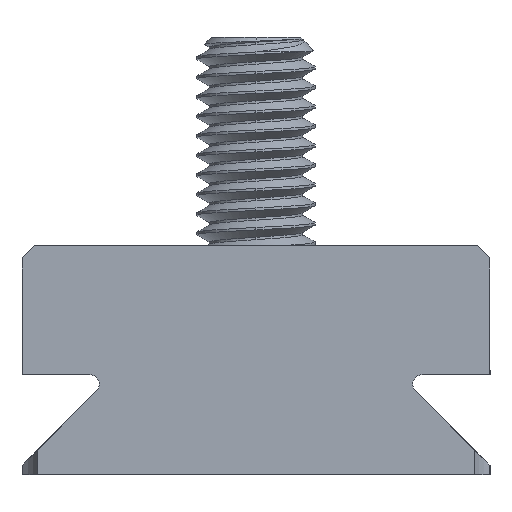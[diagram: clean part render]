
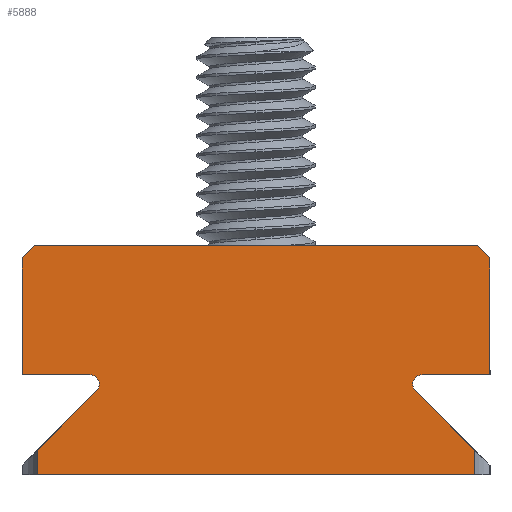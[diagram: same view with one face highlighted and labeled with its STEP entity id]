
A CAD part, left-side view. The second image highlights one B-rep face of the part: STEP entity #5888.
In plain terms, the highlighted face is planar.
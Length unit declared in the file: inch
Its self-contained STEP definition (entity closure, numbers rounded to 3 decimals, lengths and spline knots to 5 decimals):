
#9 = VECTOR ( 'NONE', #7375, 39.37008 ) ;
#94 = VECTOR ( 'NONE', #2047, 39.37008 ) ;
#167 = ORIENTED_EDGE ( 'NONE', *, *, #3423, .F. ) ;
#212 = ORIENTED_EDGE ( 'NONE', *, *, #3945, .F. ) ;
#234 = VERTEX_POINT ( 'NONE', #1550 ) ;
#250 = LINE ( 'NONE', #3844, #5985 ) ;
#442 = VECTOR ( 'NONE', #1750, 39.37008 ) ;
#467 = VECTOR ( 'NONE', #4885, 39.37008 ) ;
#663 = DIRECTION ( 'NONE',  ( 0., -0.707, 0.707 ) ) ;
#695 = ORIENTED_EDGE ( 'NONE', *, *, #5288, .F. ) ;
#705 = CARTESIAN_POINT ( 'NONE',  ( 0.98425, 0.375, 0.145 ) ) ;
#760 = VERTEX_POINT ( 'NONE', #2220 ) ;
#910 = VECTOR ( 'NONE', #3937, 39.37008 ) ;
#911 = EDGE_CURVE ( 'NONE', #2885, #760, #1285, .T. ) ;
#914 = DIRECTION ( 'NONE',  ( -1., 0., 0. ) ) ;
#990 = EDGE_CURVE ( 'NONE', #760, #3935, #5123, .T. ) ;
#1073 = CIRCLE ( 'NONE', #1497, 0.015 ) ;
#1081 = CARTESIAN_POINT ( 'NONE',  ( 0.98425, -0.375, 0. ) ) ;
#1285 = LINE ( 'NONE', #7389, #910 ) ;
#1340 = CARTESIAN_POINT ( 'NONE',  ( 0.98425, -0.25561, 0.02561 ) ) ;
#1404 = VERTEX_POINT ( 'NONE', #2126 ) ;
#1445 = EDGE_CURVE ( 'NONE', #3438, #6605, #250, .T. ) ;
#1485 = CARTESIAN_POINT ( 'NONE',  ( 0.98425, -0.375, 0. ) ) ;
#1497 = AXIS2_PLACEMENT_3D ( 'NONE', #4353, #914, #4917 ) ;
#1550 = CARTESIAN_POINT ( 'NONE',  ( 0.98425, -0.26621, 0. ) ) ;
#1601 = ORIENTED_EDGE ( 'NONE', *, *, #7151, .F. ) ;
#1657 = ORIENTED_EDGE ( 'NONE', *, *, #5444, .F. ) ;
#1750 = DIRECTION ( 'NONE',  ( 0., 1., 0. ) ) ;
#1794 = LINE ( 'NONE', #2611, #94 ) ;
#1796 = LINE ( 'NONE', #6335, #442 ) ;
#1983 = VECTOR ( 'NONE', #5087, 39.37008 ) ;
#2008 = CARTESIAN_POINT ( 'NONE',  ( 0.98425, 0., 0. ) ) ;
#2047 = DIRECTION ( 'NONE',  ( 0., 1., 0. ) ) ;
#2118 = AXIS2_PLACEMENT_3D ( 'NONE', #2209, #6220, #2798 ) ;
#2126 = CARTESIAN_POINT ( 'NONE',  ( 0.98425, -0.35074, 0.16 ) ) ;
#2151 = ORIENTED_EDGE ( 'NONE', *, *, #4888, .T. ) ;
#2209 = CARTESIAN_POINT ( 'NONE',  ( 0.98425, -0.26621, 0.015 ) ) ;
#2219 = VERTEX_POINT ( 'NONE', #6106 ) ;
#2220 = CARTESIAN_POINT ( 'NONE',  ( 0.98425, -0.35531, -0.207 ) ) ;
#2423 = EDGE_LOOP ( 'NONE', ( #695, #6234, #4956, #1657, #1601, #4703, #7091, #212, #5839, #4365, #2151, #167, #5730, #4911 ) ) ;
#2442 = DIRECTION ( 'NONE',  ( 0., -0.707, -0.707 ) ) ;
#2483 = VERTEX_POINT ( 'NONE', #3225 ) ;
#2526 = LINE ( 'NONE', #3865, #5201 ) ;
#2611 = CARTESIAN_POINT ( 'NONE',  ( 0.98425, 0.23, 0. ) ) ;
#2706 = FACE_OUTER_BOUND ( 'NONE', #2423, .T. ) ;
#2798 = DIRECTION ( 'NONE',  ( 0., 0., -1. ) ) ;
#2885 = VERTEX_POINT ( 'NONE', #4348 ) ;
#3159 = DIRECTION ( 'NONE',  ( 0., 0., -1. ) ) ;
#3225 = CARTESIAN_POINT ( 'NONE',  ( 0.98425, 0.25561, 0.02561 ) ) ;
#3423 = EDGE_CURVE ( 'NONE', #4977, #2483, #6546, .T. ) ;
#3438 = VERTEX_POINT ( 'NONE', #7110 ) ;
#3439 = VECTOR ( 'NONE', #663, 39.37008 ) ;
#3482 = EDGE_CURVE ( 'NONE', #4607, #3438, #1794, .T. ) ;
#3677 = CARTESIAN_POINT ( 'NONE',  ( 0.98425, -0.35074, -0.04761 ) ) ;
#3683 = VECTOR ( 'NONE', #5624, 39.37008 ) ;
#3755 = VERTEX_POINT ( 'NONE', #1340 ) ;
#3844 = CARTESIAN_POINT ( 'NONE',  ( 0.98425, 0.375, 0. ) ) ;
#3865 = CARTESIAN_POINT ( 'NONE',  ( 0.98425, 0.35074, -0.04761 ) ) ;
#3884 = CARTESIAN_POINT ( 'NONE',  ( 0.98425, 0.35074, 0.12074 ) ) ;
#3888 = VECTOR ( 'NONE', #4253, 39.37008 ) ;
#3895 = DIRECTION ( 'NONE',  ( 0., 0., -1. ) ) ;
#3935 = VERTEX_POINT ( 'NONE', #7265 ) ;
#3937 = DIRECTION ( 'NONE',  ( 0., -1., 0. ) ) ;
#3945 = EDGE_CURVE ( 'NONE', #6605, #2885, #5385, .T. ) ;
#4253 = DIRECTION ( 'NONE',  ( 0., 0., 1. ) ) ;
#4308 = EDGE_CURVE ( 'NONE', #1404, #4826, #1796, .T. ) ;
#4348 = CARTESIAN_POINT ( 'NONE',  ( 0.98425, 0.35531, -0.207 ) ) ;
#4353 = CARTESIAN_POINT ( 'NONE',  ( 0.98425, 0.26621, 0.015 ) ) ;
#4365 = ORIENTED_EDGE ( 'NONE', *, *, #3482, .F. ) ;
#4422 = CARTESIAN_POINT ( 'NONE',  ( 0.98425, 0.375, -0.18731 ) ) ;
#4485 = CARTESIAN_POINT ( 'NONE',  ( 0.98425, -0.375, 0. ) ) ;
#4572 = LINE ( 'NONE', #4485, #9 ) ;
#4607 = VERTEX_POINT ( 'NONE', #6060 ) ;
#4703 = ORIENTED_EDGE ( 'NONE', *, *, #990, .F. ) ;
#4826 = VERTEX_POINT ( 'NONE', #5707 ) ;
#4858 = LINE ( 'NONE', #1485, #467 ) ;
#4885 = DIRECTION ( 'NONE',  ( 0., 1., 0. ) ) ;
#4888 = EDGE_CURVE ( 'NONE', #4607, #2483, #1073, .T. ) ;
#4911 = ORIENTED_EDGE ( 'NONE', *, *, #4308, .F. ) ;
#4917 = DIRECTION ( 'NONE',  ( 0., 0., -1. ) ) ;
#4956 = ORIENTED_EDGE ( 'NONE', *, *, #6675, .T. ) ;
#4977 = VERTEX_POINT ( 'NONE', #3884 ) ;
#5087 = DIRECTION ( 'NONE',  ( 0., -0.707, 0.707 ) ) ;
#5123 = LINE ( 'NONE', #6412, #3439 ) ;
#5195 = CIRCLE ( 'NONE', #2118, 0.015 ) ;
#5201 = VECTOR ( 'NONE', #7260, 39.37008 ) ;
#5288 = EDGE_CURVE ( 'NONE', #2219, #1404, #6929, .T. ) ;
#5385 = LINE ( 'NONE', #7292, #3683 ) ;
#5444 = EDGE_CURVE ( 'NONE', #5585, #234, #4858, .T. ) ;
#5585 = VERTEX_POINT ( 'NONE', #1081 ) ;
#5624 = DIRECTION ( 'NONE',  ( 0., -0.707, -0.707 ) ) ;
#5685 = CARTESIAN_POINT ( 'NONE',  ( 0.98425, -0.23, 0. ) ) ;
#5707 = CARTESIAN_POINT ( 'NONE',  ( 0.98425, 0.35074, 0.16 ) ) ;
#5730 = ORIENTED_EDGE ( 'NONE', *, *, #6009, .F. ) ;
#5839 = ORIENTED_EDGE ( 'NONE', *, *, #1445, .F. ) ;
#5888 = ADVANCED_FACE ( 'NONE', ( #2706 ), #6016, .T. ) ;
#5985 = VECTOR ( 'NONE', #3895, 39.37008 ) ;
#6009 = EDGE_CURVE ( 'NONE', #4826, #4977, #2526, .T. ) ;
#6016 = PLANE ( 'NONE',  #6928 ) ;
#6060 = CARTESIAN_POINT ( 'NONE',  ( 0.98425, 0.26621, 0. ) ) ;
#6106 = CARTESIAN_POINT ( 'NONE',  ( 0.98425, -0.35074, 0.12074 ) ) ;
#6220 = DIRECTION ( 'NONE',  ( -1., 0., 0. ) ) ;
#6234 = ORIENTED_EDGE ( 'NONE', *, *, #6751, .F. ) ;
#6335 = CARTESIAN_POINT ( 'NONE',  ( 0.98425, -0.375, 0.16 ) ) ;
#6365 = VECTOR ( 'NONE', #2442, 39.37008 ) ;
#6412 = CARTESIAN_POINT ( 'NONE',  ( 0.98425, -0.375, -0.18731 ) ) ;
#6546 = LINE ( 'NONE', #705, #6365 ) ;
#6552 = LINE ( 'NONE', #5685, #1983 ) ;
#6585 = DIRECTION ( 'NONE',  ( 1., 0., 0. ) ) ;
#6605 = VERTEX_POINT ( 'NONE', #4422 ) ;
#6675 = EDGE_CURVE ( 'NONE', #3755, #234, #5195, .T. ) ;
#6751 = EDGE_CURVE ( 'NONE', #3755, #2219, #6552, .T. ) ;
#6928 = AXIS2_PLACEMENT_3D ( 'NONE', #2008, #6585, #3159 ) ;
#6929 = LINE ( 'NONE', #3677, #3888 ) ;
#7091 = ORIENTED_EDGE ( 'NONE', *, *, #911, .F. ) ;
#7110 = CARTESIAN_POINT ( 'NONE',  ( 0.98425, 0.375, 0. ) ) ;
#7151 = EDGE_CURVE ( 'NONE', #3935, #5585, #4572, .T. ) ;
#7260 = DIRECTION ( 'NONE',  ( 0., 0., -1. ) ) ;
#7265 = CARTESIAN_POINT ( 'NONE',  ( 0.98425, -0.375, -0.18731 ) ) ;
#7292 = CARTESIAN_POINT ( 'NONE',  ( 0.98425, 0.35531, -0.207 ) ) ;
#7375 = DIRECTION ( 'NONE',  ( 0., 0., 1. ) ) ;
#7389 = CARTESIAN_POINT ( 'NONE',  ( 0.98425, -0.35531, -0.207 ) ) ;
